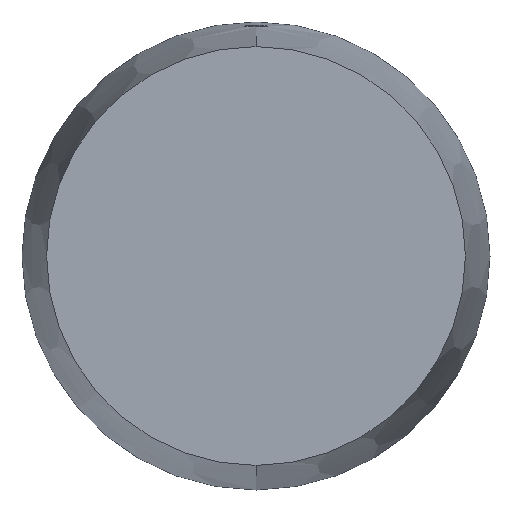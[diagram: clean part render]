
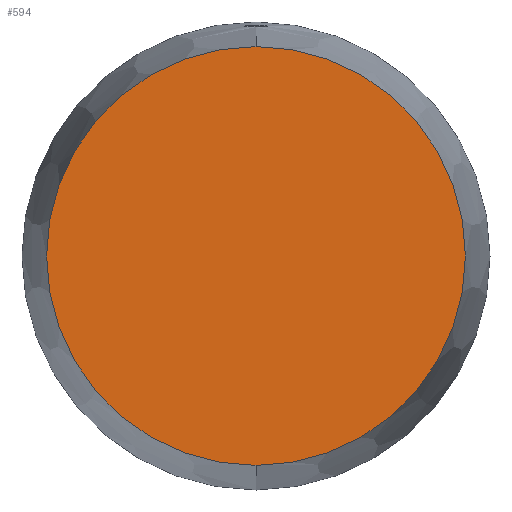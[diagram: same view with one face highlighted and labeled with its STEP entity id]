
A CAD part, front view. The second image highlights one B-rep face of the part: STEP entity #594.
In plain terms, the highlighted planar face has unit normal (0, -1, 0).
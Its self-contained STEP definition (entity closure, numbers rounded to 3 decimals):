
#33 = DIRECTION ( 'NONE',  ( 0., 0., -1. ) ) ;
#165 = CIRCLE ( 'NONE', #781, 895.014 ) ;
#173 = DIRECTION ( 'NONE',  ( 0., 0., -1. ) ) ;
#200 = VERTEX_POINT ( 'NONE', #693 ) ;
#209 = AXIS2_PLACEMENT_3D ( 'NONE', #249, #445, #427 ) ;
#249 = CARTESIAN_POINT ( 'NONE',  ( 0., 0., 0. ) ) ;
#382 = ORIENTED_EDGE ( 'NONE', *, *, #630, .T. ) ;
#427 = DIRECTION ( 'NONE',  ( 0., 0., -1. ) ) ;
#438 = CARTESIAN_POINT ( 'NONE',  ( 0., 0., 0. ) ) ;
#445 = DIRECTION ( 'NONE',  ( 0., -1., 0. ) ) ;
#531 = EDGE_LOOP ( 'NONE', ( #382, #549 ) ) ;
#549 = ORIENTED_EDGE ( 'NONE', *, *, #840, .T. ) ;
#571 = CARTESIAN_POINT ( 'NONE',  ( 0., 0., 0. ) ) ;
#579 = CIRCLE ( 'NONE', #876, 895.014 ) ;
#594 = ADVANCED_FACE ( 'NONE', ( #624 ), #1066, .T. ) ;
#624 = FACE_OUTER_BOUND ( 'NONE', #531, .T. ) ;
#630 = EDGE_CURVE ( 'NONE', #1111, #200, #165, .T. ) ;
#693 = CARTESIAN_POINT ( 'NONE',  ( 0., 0., -895.014 ) ) ;
#781 = AXIS2_PLACEMENT_3D ( 'NONE', #438, #880, #173 ) ;
#840 = EDGE_CURVE ( 'NONE', #200, #1111, #579, .T. ) ;
#876 = AXIS2_PLACEMENT_3D ( 'NONE', #571, #940, #33 ) ;
#880 = DIRECTION ( 'NONE',  ( 0., -1., 0. ) ) ;
#940 = DIRECTION ( 'NONE',  ( 0., -1., 0. ) ) ;
#956 = CARTESIAN_POINT ( 'NONE',  ( 0., 0., 895.014 ) ) ;
#1066 = PLANE ( 'NONE',  #209 ) ;
#1111 = VERTEX_POINT ( 'NONE', #956 ) ;
